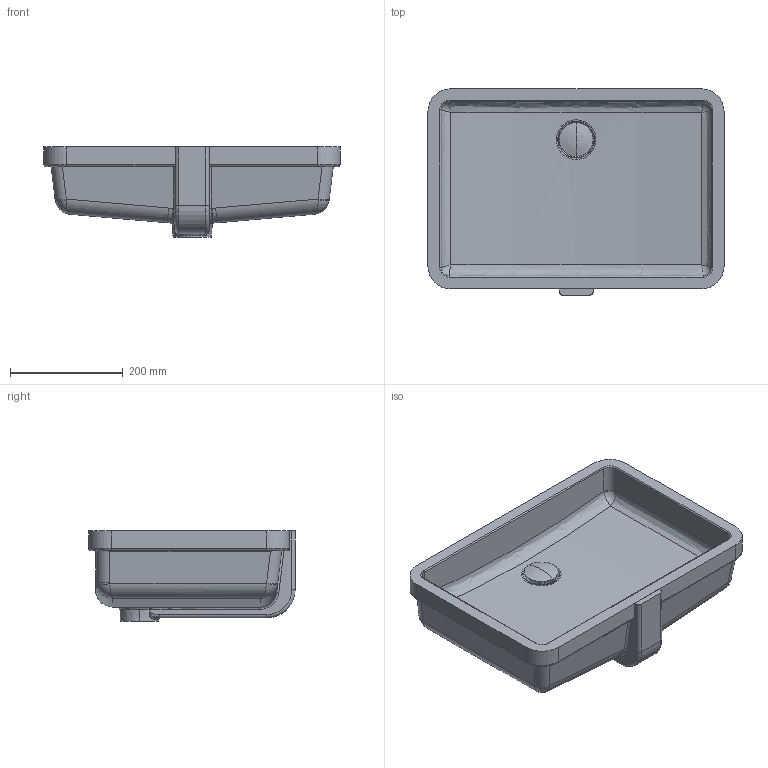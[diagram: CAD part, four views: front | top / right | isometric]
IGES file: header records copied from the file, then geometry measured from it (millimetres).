
Global section: file name: No Iges File Name specified; native system: Autodesk Inventor 2009; preprocessor: AutoDesk Inventor Iges Exporter R2009; author: Andreas; date: 20100324.103235; units: millimetre
Bounding box: 525 x 365.91 x 160 mm (x, y, z)
Volume: 9549490 mm3; surface area: 702479.7 mm2
Topology: 3 solids, 3 shells, 174 faces, 432 edges, 257 vertices
Faces by surface type: cylinder 45, plane 45, bspline 43, revolution 19, torus 18, cone 4
